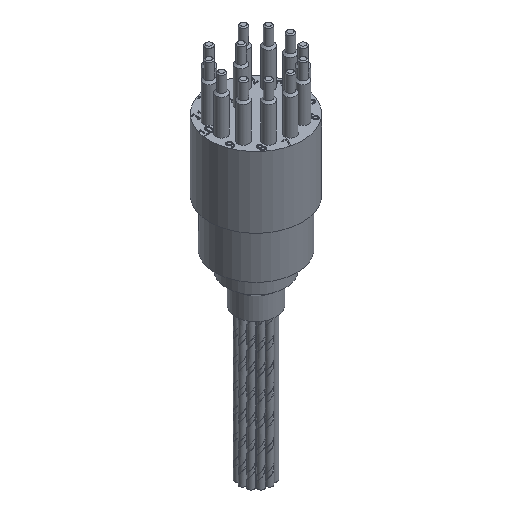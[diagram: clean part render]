
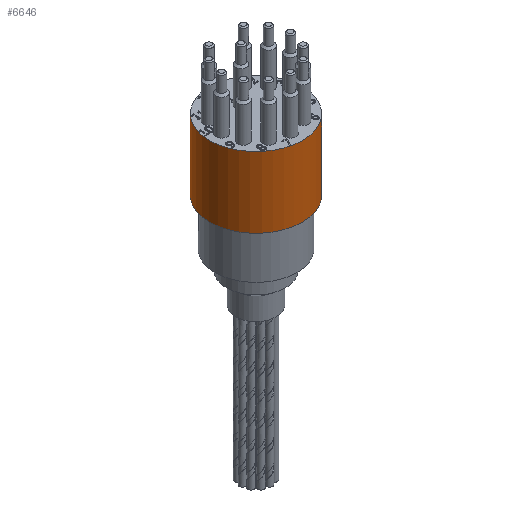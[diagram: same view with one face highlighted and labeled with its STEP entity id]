
A CAD part, isometric view. The second image highlights one B-rep face of the part: STEP entity #6646.
In plain terms, the highlighted cylindrical face has radius 12.5 mm (diameter 25 mm), a full revolution.
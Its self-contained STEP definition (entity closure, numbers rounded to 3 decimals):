
#83=CYLINDRICAL_SURFACE($,#6986,12.5);
#96=CIRCLE($,#6784,12.5);
#183=CIRCLE($,#6987,12.5);
#299=FACE_BOUND($,#1578,.T.);
#1094=FACE_OUTER_BOUND($,#1577,.T.);
#1577=EDGE_LOOP($,(#5775));
#1578=EDGE_LOOP($,(#5776));
#3034=VERTEX_POINT($,#11253);
#3163=VERTEX_POINT($,#15869);
#3872=EDGE_CURVE($,#3034,#3034,#96,.T.);
#4037=EDGE_CURVE($,#3163,#3163,#183,.T.);
#5775=ORIENTED_EDGE($,*,*,#3872,.T.);
#5776=ORIENTED_EDGE($,*,*,#4037,.F.);
#6646=ADVANCED_FACE($,(#1094,#299),#83,.T.);
#6784=AXIS2_PLACEMENT_3D($,#11254,#7696,#7697);
#6986=AXIS2_PLACEMENT_3D($,#15868,#8148,#8149);
#6987=AXIS2_PLACEMENT_3D($,#15870,#8150,#8151);
#7696=DIRECTION('center_axis',(0.,0.,-1.));
#7697=DIRECTION('ref_axis',(-1.,0.,0.));
#8148=DIRECTION('center_axis',(0.,0.,1.));
#8149=DIRECTION('ref_axis',(-1.,0.,0.));
#8150=DIRECTION('center_axis',(0.,0.,-1.));
#8151=DIRECTION('ref_axis',(-1.,0.,0.));
#11253=CARTESIAN_POINT('',(12.5,0.,19.));
#11254=CARTESIAN_POINT('Origin',(0.,0.,19.));
#15868=CARTESIAN_POINT('Origin',(0.,0.,0.));
#15869=CARTESIAN_POINT('',(12.5,0.,0.));
#15870=CARTESIAN_POINT('Origin',(0.,0.,0.));
